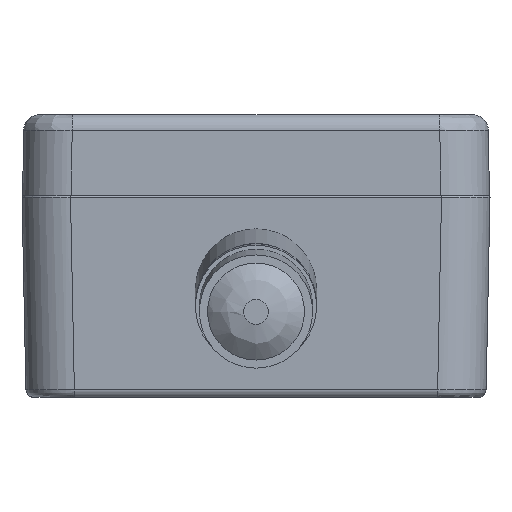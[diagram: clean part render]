
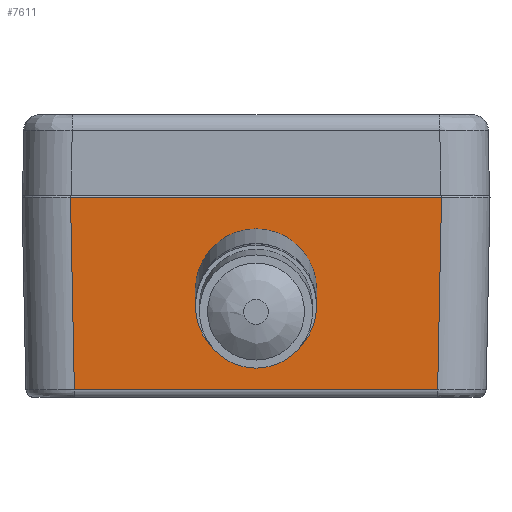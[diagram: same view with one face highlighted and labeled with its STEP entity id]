
A CAD part, front view. The second image highlights one B-rep face of the part: STEP entity #7611.
In plain terms, the highlighted planar face has unit normal (0, -1, -0.02).
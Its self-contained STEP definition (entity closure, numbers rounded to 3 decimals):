
#361=FACE_BOUND('',#1447,.T.);
#517=PLANE('',#8502);
#936=FACE_OUTER_BOUND('',#1446,.T.);
#1446=EDGE_LOOP('',(#6820,#6821,#6822,#6823));
#1447=EDGE_LOOP('',(#6824));
#1700=CIRCLE('',#8124,4.);
#2263=LINE('',#17379,#2790);
#2293=LINE('',#17697,#2820);
#2303=LINE('',#18001,#2830);
#2508=LINE('',#19985,#3035);
#2790=VECTOR('',#9676,44.937);
#2820=VECTOR('',#9872,45.892);
#2830=VECTOR('',#9914,23.795);
#3035=VECTOR('',#10651,23.795);
#3406=VERTEX_POINT('',#17275);
#3415=VERTEX_POINT('',#17360);
#3419=VERTEX_POINT('',#17377);
#3478=VERTEX_POINT('',#17684);
#3482=VERTEX_POINT('',#17695);
#4282=EDGE_CURVE('',#3406,#3406,#1700,.T.);
#4299=EDGE_CURVE('',#3419,#3415,#2263,.T.);
#4386=EDGE_CURVE('',#3482,#3478,#2293,.T.);
#4406=EDGE_CURVE('',#3478,#3419,#2303,.T.);
#4751=EDGE_CURVE('',#3415,#3482,#2508,.T.);
#6820=ORIENTED_EDGE('',*,*,#4386,.F.);
#6821=ORIENTED_EDGE('',*,*,#4751,.F.);
#6822=ORIENTED_EDGE('',*,*,#4299,.F.);
#6823=ORIENTED_EDGE('',*,*,#4406,.F.);
#6824=ORIENTED_EDGE('',*,*,#4282,.T.);
#7611=ADVANCED_FACE('',(#936,#361),#517,.T.);
#8124=AXIS2_PLACEMENT_3D('',#17276,#9645,#9646);
#8502=AXIS2_PLACEMENT_3D('',#19986,#10652,#10653);
#9645=DIRECTION('center_axis',(0.,1.,0.02));
#9646=DIRECTION('ref_axis',(1.,0.,0.));
#9676=DIRECTION('',(-1.,0.,0.));
#9872=DIRECTION('',(1.,0.,0.));
#9914=DIRECTION('',(-0.02,0.02,-1.));
#10651=DIRECTION('',(-0.02,-0.02,1.));
#10652=DIRECTION('center_axis',(0.,-1.,-0.02));
#10653=DIRECTION('ref_axis',(0.,0.02,-1.));
#17275=CARTESIAN_POINT('',(-4.,-31.716,-11.639));
#17276=CARTESIAN_POINT('Origin',(0.,-31.716,-11.639));
#17360=CARTESIAN_POINT('',(-22.469,-31.467,-24.04));
#17377=CARTESIAN_POINT('',(22.469,-31.467,-24.04));
#17379=CARTESIAN_POINT('',(22.469,-31.467,-24.04));
#17684=CARTESIAN_POINT('',(22.946,-31.945,-0.255));
#17695=CARTESIAN_POINT('',(-22.946,-31.945,-0.255));
#17697=CARTESIAN_POINT('',(-22.946,-31.945,-0.255));
#18001=CARTESIAN_POINT('',(22.946,-31.945,-0.255));
#19985=CARTESIAN_POINT('',(-22.469,-31.467,-24.04));
#19986=CARTESIAN_POINT('Origin',(-28.95,-31.95,0.));
